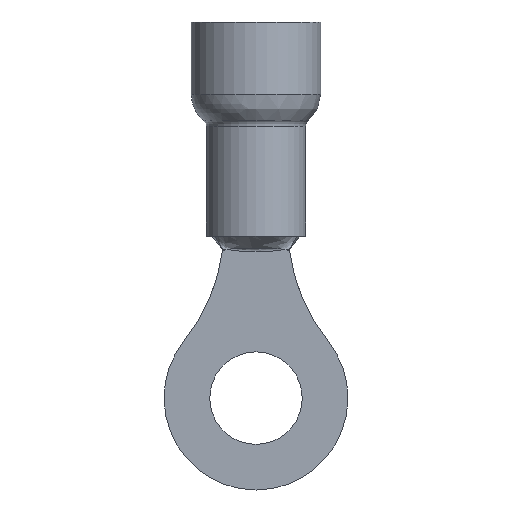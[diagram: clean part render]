
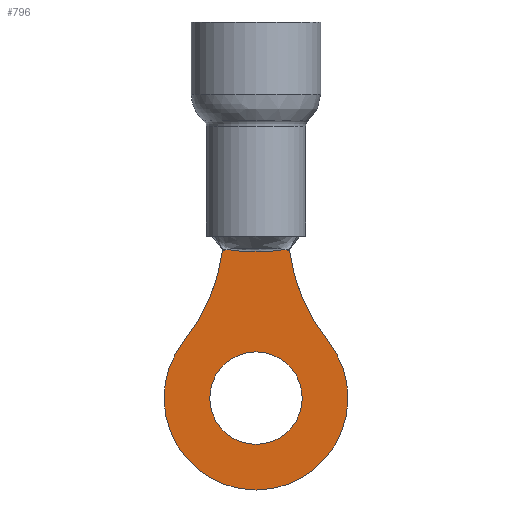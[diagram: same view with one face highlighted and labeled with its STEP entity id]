
A CAD part, front view. The second image highlights one B-rep face of the part: STEP entity #796.
In plain terms, the highlighted planar face has unit normal (0, -1, 0).
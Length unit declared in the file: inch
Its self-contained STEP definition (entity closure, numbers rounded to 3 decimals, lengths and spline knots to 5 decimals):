
#17=B_SPLINE_CURVE_WITH_KNOTS($,3,(#1205,#1206,#1207,#1208),
 .UNSPECIFIED.,.F.,.F.,(4,4),(0.,0.00144),.UNSPECIFIED.);
#21=B_SPLINE_CURVE_WITH_KNOTS($,3,(#1247,#1248,#1249,#1250),
 .UNSPECIFIED.,.F.,.F.,(4,4),(0.0138,0.01524),
 .UNSPECIFIED.);
#41=B_SPLINE_CURVE_WITH_KNOTS($,3,(#1610,#1611,#1612,#1613,#1614,#1615),
 .UNSPECIFIED.,.F.,.F.,(4,2,4),(-0.00099,0.,0.04129),
 .UNSPECIFIED.);
#42=B_SPLINE_CURVE_WITH_KNOTS($,3,(#1616,#1617,#1618,#1619),
 .UNSPECIFIED.,.F.,.F.,(4,4),(0.04129,0.04133),
 .UNSPECIFIED.);
#44=B_SPLINE_CURVE_WITH_KNOTS($,3,(#1693,#1694,#1695,#1696,#1697,#1698,
#1699,#1700,#1701,#1702,#1703,#1704,#1705,#1706,#1707,#1708,#1709),
 .UNSPECIFIED.,.F.,.F.,(4,2,1,1,1,1,1,1,1,1,1,2,4),(-0.40643,
-0.4055,-0.36495,-0.3244,-0.28385,
-0.2433,-0.20275,-0.1622,-0.12165,
-0.0811,-0.04055,0.,0.00094),
 .UNSPECIFIED.);
#46=B_SPLINE_CURVE_WITH_KNOTS($,3,(#1752,#1753,#1754,#1755,#1756,#1757),
 .UNSPECIFIED.,.F.,.F.,(4,2,4),(0.00026,0.04155,
0.04253),.UNSPECIFIED.);
#49=B_SPLINE_CURVE_WITH_KNOTS($,3,(#1769,#1770,#1771,#1772),
 .UNSPECIFIED.,.F.,.F.,(4,4),(0.00022,0.00026),
 .UNSPECIFIED.);
#141=PLANE($,#877);
#182=FACE_BOUND($,#301,.T.);
#229=FACE_OUTER_BOUND($,#300,.T.);
#300=EDGE_LOOP($,(#735,#736,#737,#738,#739,#740,#741,#742,#743,#744));
#301=EDGE_LOOP($,(#745));
#325=CIRCLE($,#843,0.52439);
#337=CIRCLE($,#872,0.133);
#338=CIRCLE($,#874,0.52439);
#339=CIRCLE($,#876,0.2645);
#371=VERTEX_POINT($,#1199);
#372=VERTEX_POINT($,#1204);
#375=VERTEX_POINT($,#1238);
#376=VERTEX_POINT($,#1246);
#392=VERTEX_POINT($,#1519);
#400=VERTEX_POINT($,#1602);
#401=VERTEX_POINT($,#1609);
#402=VERTEX_POINT($,#1692);
#403=VERTEX_POINT($,#1751);
#417=VERTEX_POINT($,#1992);
#418=VERTEX_POINT($,#1995);
#455=EDGE_CURVE($,#371,#372,#17,.T.);
#459=EDGE_CURVE($,#376,#375,#21,.F.);
#483=EDGE_CURVE($,#392,#371,#325,.T.);
#495=EDGE_CURVE($,#400,#401,#41,.T.);
#496=EDGE_CURVE($,#375,#401,#42,.F.);
#498=EDGE_CURVE($,#402,#400,#44,.T.);
#500=EDGE_CURVE($,#403,#402,#46,.T.);
#503=EDGE_CURVE($,#372,#403,#49,.T.);
#524=EDGE_CURVE($,#417,#417,#337,.T.);
#525=EDGE_CURVE($,#376,#418,#338,.T.);
#527=EDGE_CURVE($,#418,#392,#339,.T.);
#735=ORIENTED_EDGE($,*,*,#500,.F.);
#736=ORIENTED_EDGE($,*,*,#503,.F.);
#737=ORIENTED_EDGE($,*,*,#455,.F.);
#738=ORIENTED_EDGE($,*,*,#483,.F.);
#739=ORIENTED_EDGE($,*,*,#527,.F.);
#740=ORIENTED_EDGE($,*,*,#525,.F.);
#741=ORIENTED_EDGE($,*,*,#459,.T.);
#742=ORIENTED_EDGE($,*,*,#496,.T.);
#743=ORIENTED_EDGE($,*,*,#495,.F.);
#744=ORIENTED_EDGE($,*,*,#498,.F.);
#745=ORIENTED_EDGE($,*,*,#524,.T.);
#796=ADVANCED_FACE($,(#229,#182),#141,.T.);
#843=AXIS2_PLACEMENT_3D($,#1521,#976,#977);
#872=AXIS2_PLACEMENT_3D($,#1993,#1043,#1044);
#874=AXIS2_PLACEMENT_3D($,#1996,#1047,#1048);
#876=AXIS2_PLACEMENT_3D($,#1999,#1052,#1053);
#877=AXIS2_PLACEMENT_3D($,#2000,#1054,#1055);
#976=DIRECTION('center_axis',(0.,-1.,0.));
#977=DIRECTION('ref_axis',(-0.992,0.,0.125));
#1043=DIRECTION('center_axis',(0.,1.,0.));
#1044=DIRECTION('ref_axis',(1.,0.,0.));
#1047=DIRECTION('center_axis',(0.,-1.,0.));
#1048=DIRECTION('ref_axis',(0.781,0.,0.624));
#1052=DIRECTION('center_axis',(0.,1.,0.));
#1053=DIRECTION('ref_axis',(0.781,0.,0.624));
#1054=DIRECTION('center_axis',(0.,-1.,0.));
#1055=DIRECTION('ref_axis',(0.,0.,-1.));
#1199=CARTESIAN_POINT('',(-0.09641,-0.0685,-0.04207));
#1204=CARTESIAN_POINT('',(-0.09635,-0.0685,-0.04151));
#1205=CARTESIAN_POINT('Ctrl Pts',(-0.09641,-0.0685,-0.04207));
#1206=CARTESIAN_POINT('Ctrl Pts',(-0.09638,-0.0685,-0.04188));
#1207=CARTESIAN_POINT('Ctrl Pts',(-0.09636,-0.0685,-0.0417));
#1208=CARTESIAN_POINT('Ctrl Pts',(-0.09635,-0.0685,-0.04151));
#1238=CARTESIAN_POINT('',(0.09635,-0.0685,-0.04151));
#1246=CARTESIAN_POINT('',(0.09641,-0.0685,-0.04207));
#1247=CARTESIAN_POINT('Ctrl Pts',(0.09635,-0.0685,-0.04151));
#1248=CARTESIAN_POINT('Ctrl Pts',(0.09636,-0.0685,-0.0417));
#1249=CARTESIAN_POINT('Ctrl Pts',(0.09638,-0.0685,-0.04188));
#1250=CARTESIAN_POINT('Ctrl Pts',(0.09641,-0.0685,-0.04207));
#1519=CARTESIAN_POINT('',(-0.20663,-0.0685,-0.30089));
#1521=CARTESIAN_POINT('Origin',(-0.6163,-0.0685,0.02647));
#1602=CARTESIAN_POINT('',(0.07989,-0.0685,-0.0389));
#1609=CARTESIAN_POINT('',(0.09633,-0.0685,-0.04151));
#1610=CARTESIAN_POINT('Ctrl Pts',(0.07989,-0.0685,-0.0389));
#1611=CARTESIAN_POINT('Ctrl Pts',(0.08002,-0.0685,-0.03892));
#1612=CARTESIAN_POINT('Ctrl Pts',(0.08015,-0.0685,-0.03894));
#1613=CARTESIAN_POINT('Ctrl Pts',(0.08563,-0.0685,-0.03981));
#1614=CARTESIAN_POINT('Ctrl Pts',(0.09098,-0.0685,-0.0407));
#1615=CARTESIAN_POINT('Ctrl Pts',(0.09633,-0.0685,-0.04151));
#1616=CARTESIAN_POINT('Ctrl Pts',(0.09633,-0.0685,-0.04151));
#1617=CARTESIAN_POINT('Ctrl Pts',(0.09634,-0.0685,-0.04151));
#1618=CARTESIAN_POINT('Ctrl Pts',(0.09634,-0.0685,-0.04151));
#1619=CARTESIAN_POINT('Ctrl Pts',(0.09635,-0.0685,-0.04151));
#1692=CARTESIAN_POINT('',(-0.07989,-0.0685,-0.0389));
#1693=CARTESIAN_POINT('Ctrl Pts',(-0.07989,-0.0685,-0.0389));
#1694=CARTESIAN_POINT('Ctrl Pts',(-0.07977,-0.0685,-0.03893));
#1695=CARTESIAN_POINT('Ctrl Pts',(-0.07965,-0.0685,
-0.03895));
#1696=CARTESIAN_POINT('Ctrl Pts',(-0.07432,-0.0685,
-0.04004));
#1697=CARTESIAN_POINT('Ctrl Pts',(-0.0638,-0.0685,
-0.04172));
#1698=CARTESIAN_POINT('Ctrl Pts',(-0.04788,-0.0685,
-0.04301));
#1699=CARTESIAN_POINT('Ctrl Pts',(-0.03193,-0.0685,
-0.04376));
#1700=CARTESIAN_POINT('Ctrl Pts',(-0.01597,-0.0685,
-0.04413));
#1701=CARTESIAN_POINT('Ctrl Pts',(0.,-0.0685,
-0.04425));
#1702=CARTESIAN_POINT('Ctrl Pts',(0.01597,-0.0685,
-0.04413));
#1703=CARTESIAN_POINT('Ctrl Pts',(0.03193,-0.0685,
-0.04376));
#1704=CARTESIAN_POINT('Ctrl Pts',(0.04788,-0.0685,
-0.04301));
#1705=CARTESIAN_POINT('Ctrl Pts',(0.0638,-0.0685,
-0.04172));
#1706=CARTESIAN_POINT('Ctrl Pts',(0.07432,-0.0685,
-0.04004));
#1707=CARTESIAN_POINT('Ctrl Pts',(0.07965,-0.0685,
-0.03895));
#1708=CARTESIAN_POINT('Ctrl Pts',(0.07977,-0.0685,-0.03893));
#1709=CARTESIAN_POINT('Ctrl Pts',(0.07989,-0.0685,-0.0389));
#1751=CARTESIAN_POINT('',(-0.09633,-0.0685,-0.04151));
#1752=CARTESIAN_POINT('Ctrl Pts',(-0.09633,-0.0685,-0.04151));
#1753=CARTESIAN_POINT('Ctrl Pts',(-0.09098,-0.0685,-0.0407));
#1754=CARTESIAN_POINT('Ctrl Pts',(-0.08563,-0.0685,-0.03981));
#1755=CARTESIAN_POINT('Ctrl Pts',(-0.08015,-0.0685,-0.03894));
#1756=CARTESIAN_POINT('Ctrl Pts',(-0.08002,-0.0685,-0.03892));
#1757=CARTESIAN_POINT('Ctrl Pts',(-0.07989,-0.0685,-0.0389));
#1769=CARTESIAN_POINT('Ctrl Pts',(-0.09635,-0.0685,-0.04151));
#1770=CARTESIAN_POINT('Ctrl Pts',(-0.09634,-0.0685,-0.04151));
#1771=CARTESIAN_POINT('Ctrl Pts',(-0.09634,-0.0685,-0.04151));
#1772=CARTESIAN_POINT('Ctrl Pts',(-0.09633,-0.0685,-0.04151));
#1992=CARTESIAN_POINT('',(-0.133,-0.0685,-0.466));
#1993=CARTESIAN_POINT('Origin',(0.,-0.0685,-0.466));
#1995=CARTESIAN_POINT('',(0.20663,-0.0685,-0.30089));
#1996=CARTESIAN_POINT('Origin',(0.6163,-0.0685,0.02647));
#1999=CARTESIAN_POINT('Origin',(0.,-0.0685,-0.466));
#2000=CARTESIAN_POINT('Origin',(0.,-0.0685,-0.38299));
